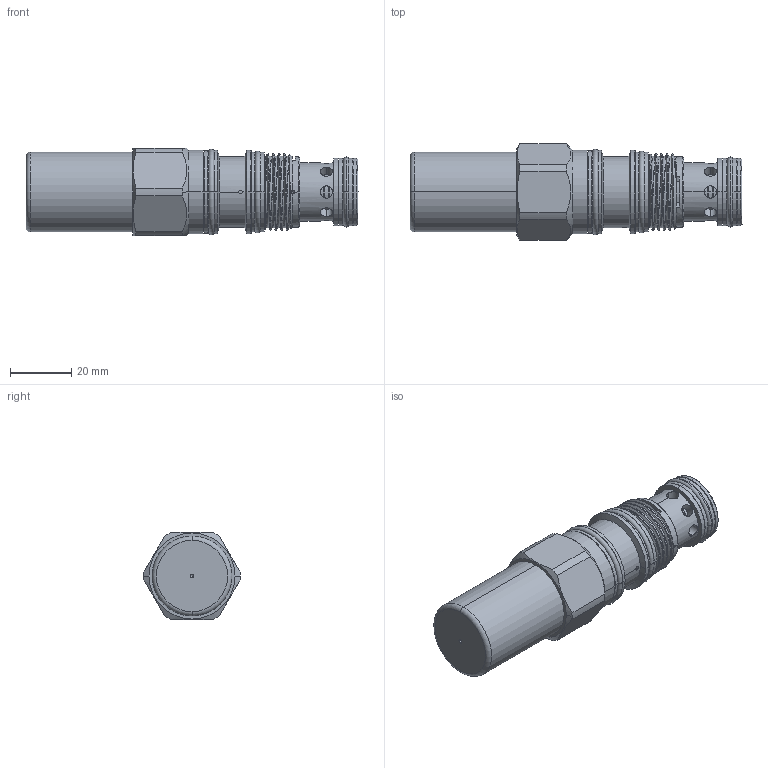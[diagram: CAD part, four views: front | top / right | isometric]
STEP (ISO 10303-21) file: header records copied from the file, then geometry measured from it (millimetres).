
FILE_DESCRIPTION (( 'STEP AP203' ), '1' );
FILE_NAME ('RV2A30-C-85.STEP', '2020-03-24T07:24:33', ( '' ), ( '' ), 'SwSTEP 2.0', 'SolidWorks 2018', '' );
FILE_SCHEMA (( 'CONFIG_CONTROL_DESIGN' ));
Products named in the file (1): RV2A30-C-85
Bounding box: 108.77 x 31.6 x 28.57 mm (x, y, z)
Volume: 45354.5 mm3; surface area: 19893.4 mm2
Topology: 7 solids, 7 shells, 774 faces, 2134 edges, 1341 vertices
Faces by surface type: cylinder 601, plane 68, cone 50, torus 44, bspline 7, sphere 4
Entity records: 54434 total; most frequent: CARTESIAN_POINT 35671, ORIENTED_EDGE 4264, DIRECTION 3091, EDGE_CURVE 2132, VERTEX_POINT 1341, AXIS2_PLACEMENT_3D 1221, EDGE_LOOP 1181, B_SPLINE_CURVE_WITH_KNOTS 967
